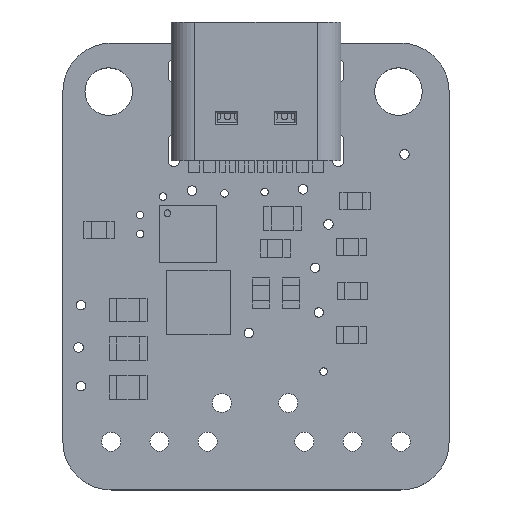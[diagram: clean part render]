
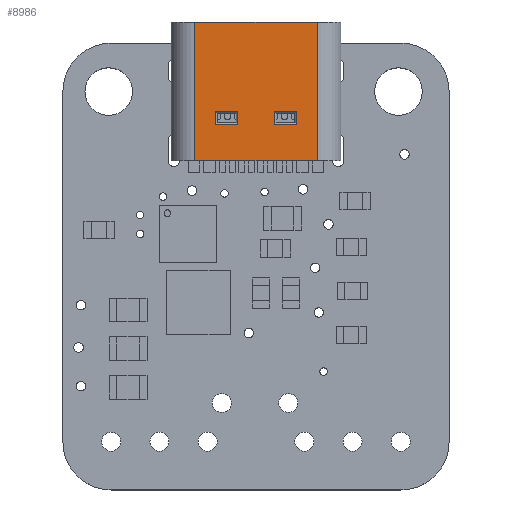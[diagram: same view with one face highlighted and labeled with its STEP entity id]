
A CAD part, top view. The second image highlights one B-rep face of the part: STEP entity #8986.
In plain terms, the highlighted planar face has unit normal (0, 0, 1).
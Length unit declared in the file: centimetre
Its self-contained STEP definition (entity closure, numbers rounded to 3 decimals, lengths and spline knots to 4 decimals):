
#351 = DIRECTION ( 'NONE',  ( -1., 0., 0. ) ) ;
#458 = VECTOR ( 'NONE', #351, 100. ) ;
#464 = EDGE_CURVE ( 'NONE', #10627, #1559, #12795, .T. ) ;
#626 = ORIENTED_EDGE ( 'NONE', *, *, #13794, .T. ) ;
#689 = CARTESIAN_POINT ( 'NONE',  ( 0.215, 0.035, 0.32 ) ) ;
#773 = CARTESIAN_POINT ( 'NONE',  ( 0.095, -0.035, 0.32 ) ) ;
#1247 = AXIS2_PLACEMENT_3D ( 'NONE', #5636, #17472, #5524 ) ;
#1267 = VERTEX_POINT ( 'NONE', #8170 ) ;
#1418 = EDGE_CURVE ( 'NONE', #1267, #9769, #15899, .T. ) ;
#1559 = VERTEX_POINT ( 'NONE', #12319 ) ;
#1747 = DIRECTION ( 'NONE',  ( 1., 0., 0. ) ) ;
#2459 = LINE ( 'NONE', #12559, #11749 ) ;
#2470 = VERTEX_POINT ( 'NONE', #773 ) ;
#2587 = CARTESIAN_POINT ( 'NONE',  ( 0.215, 0.035, 0.32 ) ) ;
#2668 = VERTEX_POINT ( 'NONE', #3042 ) ;
#2796 = LINE ( 'NONE', #9489, #11696 ) ;
#2854 = EDGE_CURVE ( 'NONE', #10604, #8395, #2796, .T. ) ;
#3042 = CARTESIAN_POINT ( 'NONE',  ( 0.095, 0.035, 0.32 ) ) ;
#3359 = EDGE_CURVE ( 'NONE', #2470, #2668, #13411, .T. ) ;
#3796 = CARTESIAN_POINT ( 'NONE',  ( -0.215, 0.035, 0.32 ) ) ;
#4383 = ORIENTED_EDGE ( 'NONE', *, *, #11569, .T. ) ;
#4404 = EDGE_CURVE ( 'NONE', #1559, #2470, #16152, .T. ) ;
#4628 = DIRECTION ( 'NONE',  ( 0., -1., 0. ) ) ;
#4777 = CARTESIAN_POINT ( 'NONE',  ( -0.215, 0.035, 0.32 ) ) ;
#4993 = ORIENTED_EDGE ( 'NONE', *, *, #464, .T. ) ;
#5076 = VECTOR ( 'NONE', #16908, 100. ) ;
#5216 = CARTESIAN_POINT ( 'NONE',  ( 0.322, 0.225, 0.32 ) ) ;
#5264 = VERTEX_POINT ( 'NONE', #12672 ) ;
#5524 = DIRECTION ( 'NONE',  ( 0., -1., 0. ) ) ;
#5636 = CARTESIAN_POINT ( 'NONE',  ( -0.447, -0.505, 0.32 ) ) ;
#5712 = EDGE_CURVE ( 'NONE', #5264, #10604, #7509, .T. ) ;
#7180 = VERTEX_POINT ( 'NONE', #8209 ) ;
#7330 = PLANE ( 'NONE',  #1247 ) ;
#7390 = DIRECTION ( 'NONE',  ( 0., -1., 0. ) ) ;
#7509 = LINE ( 'NONE', #14438, #8894 ) ;
#7626 = ORIENTED_EDGE ( 'NONE', *, *, #19371, .T. ) ;
#8170 = CARTESIAN_POINT ( 'NONE',  ( 0.322, 0.225, 0.32 ) ) ;
#8209 = CARTESIAN_POINT ( 'NONE',  ( -0.322, -0.505, 0.32 ) ) ;
#8395 = VERTEX_POINT ( 'NONE', #18896 ) ;
#8886 = EDGE_LOOP ( 'NONE', ( #10991, #19559, #17440, #626 ) ) ;
#8894 = VECTOR ( 'NONE', #7390, 100. ) ;
#8986 = ADVANCED_FACE ( 'NONE', ( #21207, #12233, #21101 ), #7330, .F. ) ;
#9173 = DIRECTION ( 'NONE',  ( 1., 0., 0. ) ) ;
#9221 = VECTOR ( 'NONE', #16203, 100. ) ;
#9249 = LINE ( 'NONE', #17679, #9221 ) ;
#9489 = CARTESIAN_POINT ( 'NONE',  ( -0.095, -0.035, 0.32 ) ) ;
#9769 = VERTEX_POINT ( 'NONE', #15678 ) ;
#10334 = VECTOR ( 'NONE', #12469, 100. ) ;
#10604 = VERTEX_POINT ( 'NONE', #21159 ) ;
#10627 = VERTEX_POINT ( 'NONE', #689 ) ;
#10868 = ORIENTED_EDGE ( 'NONE', *, *, #12308, .T. ) ;
#10991 = ORIENTED_EDGE ( 'NONE', *, *, #1418, .T. ) ;
#11418 = DIRECTION ( 'NONE',  ( -1., 0., 0. ) ) ;
#11447 = CARTESIAN_POINT ( 'NONE',  ( -0.322, -0.505, 0.32 ) ) ;
#11569 = EDGE_CURVE ( 'NONE', #19286, #5264, #14128, .T. ) ;
#11696 = VECTOR ( 'NONE', #11418, 100. ) ;
#11749 = VECTOR ( 'NONE', #19511, 100. ) ;
#12233 = FACE_BOUND ( 'NONE', #14833, .T. ) ;
#12308 = EDGE_CURVE ( 'NONE', #8395, #19286, #9249, .T. ) ;
#12319 = CARTESIAN_POINT ( 'NONE',  ( 0.215, -0.035, 0.32 ) ) ;
#12469 = DIRECTION ( 'NONE',  ( -1., 0., 0. ) ) ;
#12528 = VECTOR ( 'NONE', #18802, 100. ) ;
#12559 = CARTESIAN_POINT ( 'NONE',  ( 0.322, -0.505, 0.32 ) ) ;
#12672 = CARTESIAN_POINT ( 'NONE',  ( -0.095, 0.035, 0.32 ) ) ;
#12795 = LINE ( 'NONE', #2587, #21736 ) ;
#13304 = DIRECTION ( 'NONE',  ( 0., 1., 0. ) ) ;
#13411 = LINE ( 'NONE', #20355, #18045 ) ;
#13594 = LINE ( 'NONE', #11447, #5076 ) ;
#13794 = EDGE_CURVE ( 'NONE', #20838, #1267, #19152, .T. ) ;
#14051 = ORIENTED_EDGE ( 'NONE', *, *, #2854, .T. ) ;
#14128 = LINE ( 'NONE', #3796, #15081 ) ;
#14438 = CARTESIAN_POINT ( 'NONE',  ( -0.095, 0.035, 0.32 ) ) ;
#14833 = EDGE_LOOP ( 'NONE', ( #4383, #15721, #14051, #10868 ) ) ;
#14908 = ORIENTED_EDGE ( 'NONE', *, *, #4404, .T. ) ;
#15081 = VECTOR ( 'NONE', #1747, 100. ) ;
#15326 = EDGE_CURVE ( 'NONE', #20838, #7180, #2459, .T. ) ;
#15678 = CARTESIAN_POINT ( 'NONE',  ( -0.322, 0.225, 0.32 ) ) ;
#15721 = ORIENTED_EDGE ( 'NONE', *, *, #5712, .T. ) ;
#15899 = LINE ( 'NONE', #5216, #10334 ) ;
#15933 = CARTESIAN_POINT ( 'NONE',  ( 0.215, -0.035, 0.32 ) ) ;
#16152 = LINE ( 'NONE', #15933, #458 ) ;
#16203 = DIRECTION ( 'NONE',  ( 0., 1., 0. ) ) ;
#16398 = CARTESIAN_POINT ( 'NONE',  ( 0.322, -0.505, 0.32 ) ) ;
#16908 = DIRECTION ( 'NONE',  ( 0., -1., 0. ) ) ;
#17440 = ORIENTED_EDGE ( 'NONE', *, *, #15326, .F. ) ;
#17472 = DIRECTION ( 'NONE',  ( 0., 0., -1. ) ) ;
#17503 = LINE ( 'NONE', #19326, #18881 ) ;
#17679 = CARTESIAN_POINT ( 'NONE',  ( -0.215, -0.035, 0.32 ) ) ;
#18045 = VECTOR ( 'NONE', #13304, 100. ) ;
#18802 = DIRECTION ( 'NONE',  ( 0., 1., 0. ) ) ;
#18881 = VECTOR ( 'NONE', #9173, 100. ) ;
#18896 = CARTESIAN_POINT ( 'NONE',  ( -0.215, -0.035, 0.32 ) ) ;
#19152 = LINE ( 'NONE', #20091, #12528 ) ;
#19286 = VERTEX_POINT ( 'NONE', #4777 ) ;
#19326 = CARTESIAN_POINT ( 'NONE',  ( 0.095, 0.035, 0.32 ) ) ;
#19371 = EDGE_CURVE ( 'NONE', #2668, #10627, #17503, .T. ) ;
#19511 = DIRECTION ( 'NONE',  ( -1., 0., 0. ) ) ;
#19559 = ORIENTED_EDGE ( 'NONE', *, *, #21716, .T. ) ;
#20091 = CARTESIAN_POINT ( 'NONE',  ( 0.322, -0.505, 0.32 ) ) ;
#20181 = EDGE_LOOP ( 'NONE', ( #7626, #4993, #14908, #21765 ) ) ;
#20355 = CARTESIAN_POINT ( 'NONE',  ( 0.095, -0.035, 0.32 ) ) ;
#20838 = VERTEX_POINT ( 'NONE', #16398 ) ;
#21101 = FACE_OUTER_BOUND ( 'NONE', #8886, .T. ) ;
#21159 = CARTESIAN_POINT ( 'NONE',  ( -0.095, -0.035, 0.32 ) ) ;
#21207 = FACE_BOUND ( 'NONE', #20181, .T. ) ;
#21716 = EDGE_CURVE ( 'NONE', #9769, #7180, #13594, .T. ) ;
#21736 = VECTOR ( 'NONE', #4628, 100. ) ;
#21765 = ORIENTED_EDGE ( 'NONE', *, *, #3359, .T. ) ;
